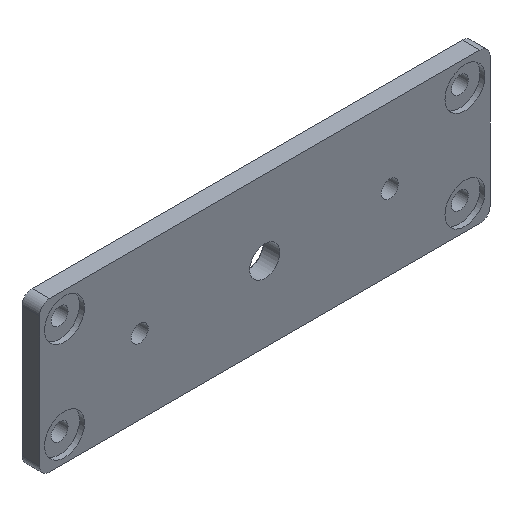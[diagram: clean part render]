
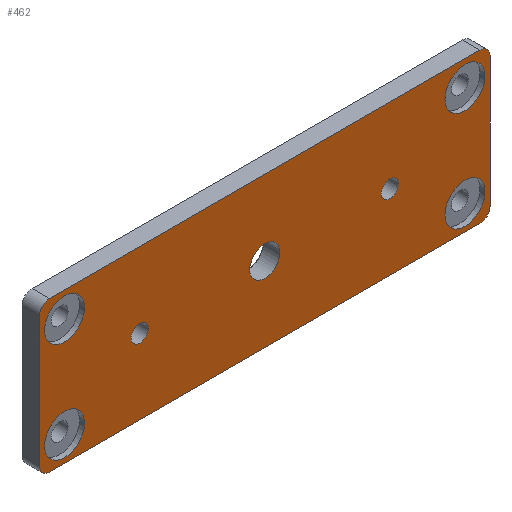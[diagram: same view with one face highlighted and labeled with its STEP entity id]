
A CAD part, isometric view. The second image highlights one B-rep face of the part: STEP entity #462.
In plain terms, the highlighted planar face has unit normal (0, -1, 0).
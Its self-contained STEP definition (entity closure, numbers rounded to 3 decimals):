
#27=FACE_BOUND('',#107,.T.);
#28=FACE_BOUND('',#108,.T.);
#29=FACE_BOUND('',#109,.T.);
#30=FACE_BOUND('',#110,.T.);
#31=FACE_BOUND('',#111,.T.);
#32=FACE_BOUND('',#112,.T.);
#33=FACE_BOUND('',#113,.T.);
#43=PLANE('',#543);
#69=FACE_OUTER_BOUND('',#106,.T.);
#106=EDGE_LOOP('',(#407,#408,#409,#410,#411,#412,#413,#414));
#107=EDGE_LOOP('',(#415));
#108=EDGE_LOOP('',(#416));
#109=EDGE_LOOP('',(#417));
#110=EDGE_LOOP('',(#418));
#111=EDGE_LOOP('',(#419));
#112=EDGE_LOOP('',(#420));
#113=EDGE_LOOP('',(#421));
#118=LINE('',#705,#146);
#124=LINE('',#739,#152);
#127=LINE('',#747,#155);
#129=LINE('',#753,#157);
#146=VECTOR('',#558,10.);
#152=VECTOR('',#592,10.);
#155=VECTOR('',#601,10.);
#157=VECTOR('',#609,10.);
#171=CIRCLE('',#488,2.);
#182=CIRCLE('',#502,2.);
#183=CIRCLE('',#505,2.);
#184=CIRCLE('',#508,2.);
#185=CIRCLE('',#511,1.7);
#186=CIRCLE('',#513,1.7);
#189=CIRCLE('',#518,3.);
#194=CIRCLE('',#528,4.);
#196=CIRCLE('',#532,4.);
#198=CIRCLE('',#536,4.);
#200=CIRCLE('',#540,4.);
#204=VERTEX_POINT('',#695);
#205=VERTEX_POINT('',#697);
#207=VERTEX_POINT('',#703);
#220=VERTEX_POINT('',#733);
#221=VERTEX_POINT('',#737);
#222=VERTEX_POINT('',#741);
#223=VERTEX_POINT('',#745);
#224=VERTEX_POINT('',#749);
#225=VERTEX_POINT('',#755);
#226=VERTEX_POINT('',#759);
#229=VERTEX_POINT('',#769);
#234=VERTEX_POINT('',#789);
#236=VERTEX_POINT('',#796);
#238=VERTEX_POINT('',#803);
#240=VERTEX_POINT('',#810);
#244=EDGE_CURVE('',#204,#205,#171,.T.);
#248=EDGE_CURVE('',#207,#204,#118,.T.);
#263=EDGE_CURVE('',#220,#207,#182,.T.);
#265=EDGE_CURVE('',#221,#220,#124,.T.);
#267=EDGE_CURVE('',#222,#221,#183,.T.);
#269=EDGE_CURVE('',#223,#222,#127,.T.);
#271=EDGE_CURVE('',#224,#223,#184,.T.);
#272=EDGE_CURVE('',#205,#224,#129,.T.);
#274=EDGE_CURVE('',#225,#225,#185,.T.);
#276=EDGE_CURVE('',#226,#226,#186,.T.);
#281=EDGE_CURVE('',#229,#229,#189,.T.);
#290=EDGE_CURVE('',#234,#234,#194,.T.);
#293=EDGE_CURVE('',#236,#236,#196,.T.);
#296=EDGE_CURVE('',#238,#238,#198,.T.);
#299=EDGE_CURVE('',#240,#240,#200,.T.);
#407=ORIENTED_EDGE('',*,*,#244,.F.);
#408=ORIENTED_EDGE('',*,*,#248,.F.);
#409=ORIENTED_EDGE('',*,*,#263,.F.);
#410=ORIENTED_EDGE('',*,*,#265,.F.);
#411=ORIENTED_EDGE('',*,*,#267,.F.);
#412=ORIENTED_EDGE('',*,*,#269,.F.);
#413=ORIENTED_EDGE('',*,*,#271,.F.);
#414=ORIENTED_EDGE('',*,*,#272,.F.);
#415=ORIENTED_EDGE('',*,*,#274,.T.);
#416=ORIENTED_EDGE('',*,*,#276,.T.);
#417=ORIENTED_EDGE('',*,*,#290,.T.);
#418=ORIENTED_EDGE('',*,*,#293,.T.);
#419=ORIENTED_EDGE('',*,*,#296,.T.);
#420=ORIENTED_EDGE('',*,*,#299,.T.);
#421=ORIENTED_EDGE('',*,*,#281,.F.);
#462=ADVANCED_FACE('',(#69,#27,#28,#29,#30,#31,#32,#33),#43,.F.);
#488=AXIS2_PLACEMENT_3D('',#698,#551,#552);
#502=AXIS2_PLACEMENT_3D('',#735,#587,#588);
#505=AXIS2_PLACEMENT_3D('',#743,#596,#597);
#508=AXIS2_PLACEMENT_3D('',#751,#605,#606);
#511=AXIS2_PLACEMENT_3D('',#757,#613,#614);
#513=AXIS2_PLACEMENT_3D('',#761,#618,#619);
#518=AXIS2_PLACEMENT_3D('',#771,#630,#631);
#528=AXIS2_PLACEMENT_3D('',#790,#654,#655);
#532=AXIS2_PLACEMENT_3D('',#797,#663,#664);
#536=AXIS2_PLACEMENT_3D('',#804,#672,#673);
#540=AXIS2_PLACEMENT_3D('',#811,#681,#682);
#543=AXIS2_PLACEMENT_3D('',#816,#688,#689);
#551=DIRECTION('center_axis',(0.,1.,0.));
#552=DIRECTION('ref_axis',(-0.707,0.,-0.707));
#558=DIRECTION('',(-1.,0.,0.));
#587=DIRECTION('center_axis',(0.,1.,0.));
#588=DIRECTION('ref_axis',(0.707,0.,-0.707));
#592=DIRECTION('',(0.,0.,-1.));
#596=DIRECTION('center_axis',(0.,1.,0.));
#597=DIRECTION('ref_axis',(0.707,0.,0.707));
#601=DIRECTION('',(1.,0.,0.));
#605=DIRECTION('center_axis',(0.,1.,0.));
#606=DIRECTION('ref_axis',(-0.707,0.,0.707));
#609=DIRECTION('',(0.,0.,1.));
#613=DIRECTION('center_axis',(0.,1.,0.));
#614=DIRECTION('ref_axis',(1.,0.,0.));
#618=DIRECTION('center_axis',(0.,1.,0.));
#619=DIRECTION('ref_axis',(1.,0.,0.));
#630=DIRECTION('center_axis',(0.,-1.,0.));
#631=DIRECTION('ref_axis',(1.,0.,0.));
#654=DIRECTION('center_axis',(0.,1.,0.));
#655=DIRECTION('ref_axis',(1.,0.,0.));
#663=DIRECTION('center_axis',(0.,1.,0.));
#664=DIRECTION('ref_axis',(1.,0.,0.));
#672=DIRECTION('center_axis',(0.,1.,0.));
#673=DIRECTION('ref_axis',(1.,0.,0.));
#681=DIRECTION('center_axis',(0.,1.,0.));
#682=DIRECTION('ref_axis',(1.,0.,0.));
#688=DIRECTION('center_axis',(0.,1.,0.));
#689=DIRECTION('ref_axis',(0.,0.,1.));
#695=CARTESIAN_POINT('',(-43.,0.,-15.));
#697=CARTESIAN_POINT('',(-45.,0.,-13.));
#698=CARTESIAN_POINT('Origin',(-43.,0.,-13.));
#703=CARTESIAN_POINT('',(43.,0.,-15.));
#705=CARTESIAN_POINT('',(45.,0.,-15.));
#733=CARTESIAN_POINT('',(45.,0.,-13.));
#735=CARTESIAN_POINT('Origin',(43.,0.,-13.));
#737=CARTESIAN_POINT('',(45.,0.,13.));
#739=CARTESIAN_POINT('',(45.,0.,15.));
#741=CARTESIAN_POINT('',(43.,0.,15.));
#743=CARTESIAN_POINT('Origin',(43.,0.,13.));
#745=CARTESIAN_POINT('',(-43.,0.,15.));
#747=CARTESIAN_POINT('',(-45.,0.,15.));
#749=CARTESIAN_POINT('',(-45.,0.,13.));
#751=CARTESIAN_POINT('Origin',(-43.,0.,13.));
#753=CARTESIAN_POINT('',(-45.,0.,-15.));
#755=CARTESIAN_POINT('',(23.3,0.,0.));
#757=CARTESIAN_POINT('Origin',(25.,0.,0.));
#759=CARTESIAN_POINT('',(-26.7,0.,0.));
#761=CARTESIAN_POINT('Origin',(-25.,0.,0.));
#769=CARTESIAN_POINT('',(-3.,0.,0.));
#771=CARTESIAN_POINT('Origin',(0.,0.,0.));
#789=CARTESIAN_POINT('',(36.,0.,-10.));
#790=CARTESIAN_POINT('Origin',(40.,0.,-10.));
#796=CARTESIAN_POINT('',(36.,0.,10.));
#797=CARTESIAN_POINT('Origin',(40.,0.,10.));
#803=CARTESIAN_POINT('',(-44.,0.,-10.));
#804=CARTESIAN_POINT('Origin',(-40.,0.,-10.));
#810=CARTESIAN_POINT('',(-44.,0.,10.));
#811=CARTESIAN_POINT('Origin',(-40.,0.,10.));
#816=CARTESIAN_POINT('Origin',(0.,0.,0.));
